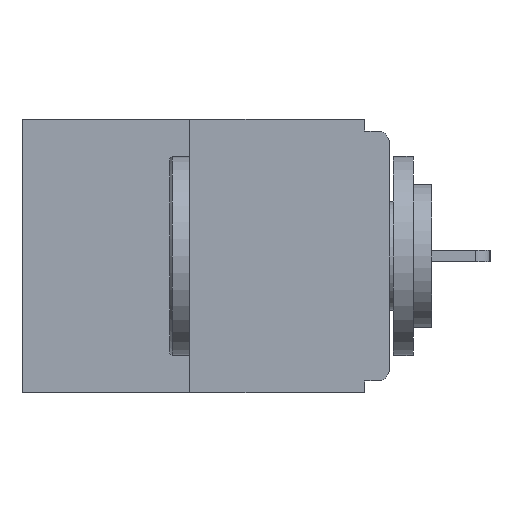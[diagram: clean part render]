
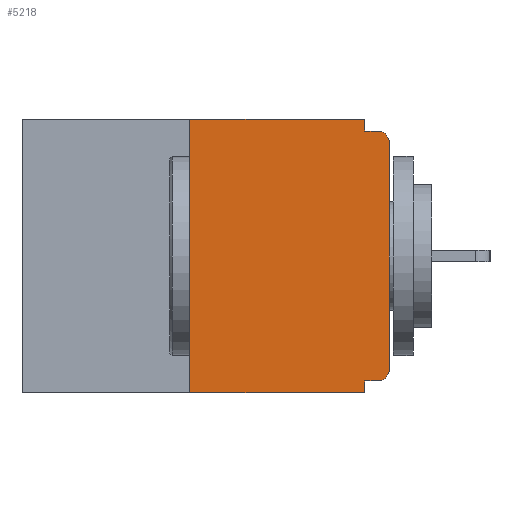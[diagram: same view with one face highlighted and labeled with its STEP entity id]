
A CAD part, left-side view. The second image highlights one B-rep face of the part: STEP entity #5218.
In plain terms, the highlighted planar face has unit normal (-1, 0, 0).
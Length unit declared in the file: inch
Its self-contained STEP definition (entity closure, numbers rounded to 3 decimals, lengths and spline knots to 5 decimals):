
#6 = VERTEX_POINT ( 'NONE', #11305 ) ;
#1004 = CARTESIAN_POINT ( 'NONE',  ( 0., 0.46, -0.343 ) ) ;
#1020 = DIRECTION ( 'NONE',  ( 0., 0., -1. ) ) ;
#1048 = DIRECTION ( 'NONE',  ( -1., 0., 0. ) ) ;
#1063 = CARTESIAN_POINT ( 'NONE',  ( 0., 0.015, -0.313 ) ) ;
#1111 = VECTOR ( 'NONE', #1311, 39.37008 ) ;
#1311 = DIRECTION ( 'NONE',  ( 0., -1., 0. ) ) ;
#1761 = LINE ( 'NONE', #5526, #12213 ) ;
#1938 = VERTEX_POINT ( 'NONE', #8745 ) ;
#2095 = LINE ( 'NONE', #4763, #10050 ) ;
#2150 = CIRCLE ( 'NONE', #12526, 0.015 ) ;
#2360 = VECTOR ( 'NONE', #4126, 39.37008 ) ;
#2413 = ORIENTED_EDGE ( 'NONE', *, *, #9332, .T. ) ;
#2463 = DIRECTION ( 'NONE',  ( -1., 0., 0. ) ) ;
#2480 = CARTESIAN_POINT ( 'NONE',  ( 0., 0.015, -0.03 ) ) ;
#2962 = CARTESIAN_POINT ( 'NONE',  ( 0., 0.25, -0.343 ) ) ;
#3072 = VERTEX_POINT ( 'NONE', #11767 ) ;
#3524 = EDGE_CURVE ( 'NONE', #4130, #3854, #6349, .T. ) ;
#3766 = LINE ( 'NONE', #4344, #6828 ) ;
#3820 = VERTEX_POINT ( 'NONE', #10512 ) ;
#3854 = VERTEX_POINT ( 'NONE', #10447 ) ;
#4000 = LINE ( 'NONE', #10862, #6401 ) ;
#4072 = AXIS2_PLACEMENT_3D ( 'NONE', #4905, #4903, #5126 ) ;
#4126 = DIRECTION ( 'NONE',  ( 0., -1., 0. ) ) ;
#4130 = VERTEX_POINT ( 'NONE', #5215 ) ;
#4344 = CARTESIAN_POINT ( 'NONE',  ( 0., 0., -0.328 ) ) ;
#4370 = DIRECTION ( 'NONE',  ( 0., 1., 0. ) ) ;
#4474 = CARTESIAN_POINT ( 'NONE',  ( 0., 0.25, 0. ) ) ;
#4763 = CARTESIAN_POINT ( 'NONE',  ( 0., 0., 0. ) ) ;
#4788 = CARTESIAN_POINT ( 'NONE',  ( 0., 0.031, -0.015 ) ) ;
#4903 = DIRECTION ( 'NONE',  ( 1., 0., 0. ) ) ;
#4905 = CARTESIAN_POINT ( 'NONE',  ( 0., 0.46, 0. ) ) ;
#5126 = DIRECTION ( 'NONE',  ( 0., 0., -1. ) ) ;
#5133 = EDGE_CURVE ( 'NONE', #5845, #3854, #1761, .T. ) ;
#5215 = CARTESIAN_POINT ( 'NONE',  ( 0., 0., -0.03 ) ) ;
#5218 = ADVANCED_FACE ( 'NONE', ( #10792 ), #5742, .F. ) ;
#5449 = DIRECTION ( 'NONE',  ( 0., -1., 0. ) ) ;
#5526 = CARTESIAN_POINT ( 'NONE',  ( 0., 0., -0.015 ) ) ;
#5546 = ORIENTED_EDGE ( 'NONE', *, *, #3524, .T. ) ;
#5639 = CARTESIAN_POINT ( 'NONE',  ( 0., 0.25, 0. ) ) ;
#5742 = PLANE ( 'NONE',  #4072 ) ;
#5783 = EDGE_CURVE ( 'NONE', #3820, #5845, #9617, .T. ) ;
#5845 = VERTEX_POINT ( 'NONE', #4788 ) ;
#6349 = CIRCLE ( 'NONE', #11398, 0.015 ) ;
#6401 = VECTOR ( 'NONE', #10787, 39.37008 ) ;
#6459 = VECTOR ( 'NONE', #7533, 39.37008 ) ;
#6828 = VECTOR ( 'NONE', #4370, 39.37008 ) ;
#6835 = VERTEX_POINT ( 'NONE', #10831 ) ;
#7158 = VERTEX_POINT ( 'NONE', #5639 ) ;
#7199 = CARTESIAN_POINT ( 'NONE',  ( 0., 0.46, 0. ) ) ;
#7270 = ORIENTED_EDGE ( 'NONE', *, *, #11542, .F. ) ;
#7386 = CARTESIAN_POINT ( 'NONE',  ( 0., 0.031, 0. ) ) ;
#7431 = DIRECTION ( 'NONE',  ( 0., 0., -1. ) ) ;
#7533 = DIRECTION ( 'NONE',  ( 0., 0., 1. ) ) ;
#7588 = ORIENTED_EDGE ( 'NONE', *, *, #7798, .F. ) ;
#7798 = EDGE_CURVE ( 'NONE', #3072, #1938, #4000, .T. ) ;
#7849 = LINE ( 'NONE', #7199, #2360 ) ;
#8745 = CARTESIAN_POINT ( 'NONE',  ( 0., 0.031, -0.343 ) ) ;
#9332 = EDGE_CURVE ( 'NONE', #6, #6835, #2150, .T. ) ;
#9343 = VECTOR ( 'NONE', #7431, 39.37008 ) ;
#9363 = LINE ( 'NONE', #4474, #6459 ) ;
#9617 = LINE ( 'NONE', #7386, #9343 ) ;
#9680 = ORIENTED_EDGE ( 'NONE', *, *, #12745, .F. ) ;
#10050 = VECTOR ( 'NONE', #11500, 39.37008 ) ;
#10078 = ORIENTED_EDGE ( 'NONE', *, *, #10080, .F. ) ;
#10080 = EDGE_CURVE ( 'NONE', #6, #3072, #3766, .T. ) ;
#10293 = EDGE_CURVE ( 'NONE', #10800, #1938, #11684, .T. ) ;
#10447 = CARTESIAN_POINT ( 'NONE',  ( 0., 0.015, -0.015 ) ) ;
#10512 = CARTESIAN_POINT ( 'NONE',  ( 0., 0.031, 0. ) ) ;
#10675 = ORIENTED_EDGE ( 'NONE', *, *, #5133, .F. ) ;
#10787 = DIRECTION ( 'NONE',  ( 0., 0., -1. ) ) ;
#10792 = FACE_OUTER_BOUND ( 'NONE', #11023, .T. ) ;
#10800 = VERTEX_POINT ( 'NONE', #2962 ) ;
#10828 = DIRECTION ( 'NONE',  ( 0., 0., -1. ) ) ;
#10831 = CARTESIAN_POINT ( 'NONE',  ( 0., 0., -0.313 ) ) ;
#10862 = CARTESIAN_POINT ( 'NONE',  ( 0., 0.031, -0.343 ) ) ;
#10963 = ORIENTED_EDGE ( 'NONE', *, *, #5783, .F. ) ;
#11023 = EDGE_LOOP ( 'NONE', ( #9680, #7270, #12239, #7588, #10078, #2413, #12836, #5546, #10675, #10963 ) ) ;
#11305 = CARTESIAN_POINT ( 'NONE',  ( 0., 0.015, -0.328 ) ) ;
#11398 = AXIS2_PLACEMENT_3D ( 'NONE', #2480, #2463, #10828 ) ;
#11500 = DIRECTION ( 'NONE',  ( 0., 0., 1. ) ) ;
#11542 = EDGE_CURVE ( 'NONE', #10800, #7158, #9363, .T. ) ;
#11684 = LINE ( 'NONE', #1004, #1111 ) ;
#11719 = EDGE_CURVE ( 'NONE', #6835, #4130, #2095, .T. ) ;
#11767 = CARTESIAN_POINT ( 'NONE',  ( 0., 0.031, -0.328 ) ) ;
#12213 = VECTOR ( 'NONE', #5449, 39.37008 ) ;
#12239 = ORIENTED_EDGE ( 'NONE', *, *, #10293, .T. ) ;
#12526 = AXIS2_PLACEMENT_3D ( 'NONE', #1063, #1048, #1020 ) ;
#12745 = EDGE_CURVE ( 'NONE', #7158, #3820, #7849, .T. ) ;
#12836 = ORIENTED_EDGE ( 'NONE', *, *, #11719, .T. ) ;
